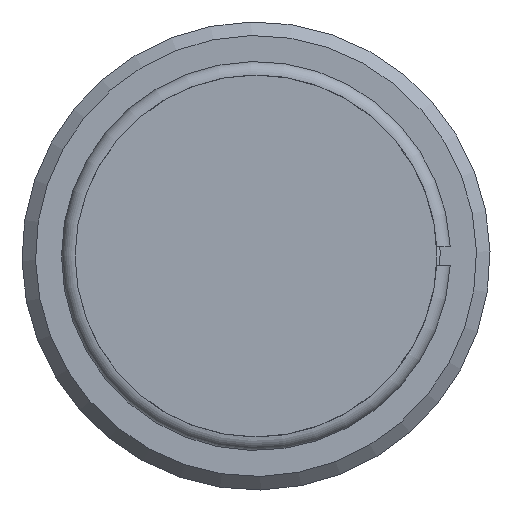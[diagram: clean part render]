
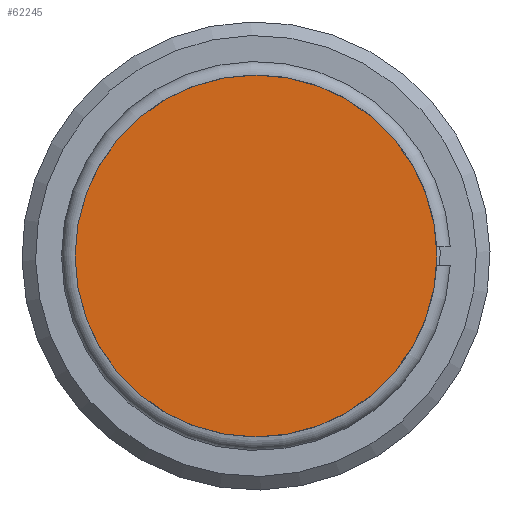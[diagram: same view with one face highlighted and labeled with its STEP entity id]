
A CAD part, left-side view. The second image highlights one B-rep face of the part: STEP entity #62245.
In plain terms, the highlighted planar face has unit normal (-1, 0, 0).
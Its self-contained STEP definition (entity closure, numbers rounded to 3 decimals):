
#62225=CARTESIAN_POINT('',(0.,4.0,0.0));
#62226=VERTEX_POINT('',#62225);
#62227=CARTESIAN_POINT('',(0.0,0.0,0.0));
#62228=DIRECTION('',(1.0,0.0,0.0));
#62229=DIRECTION('',(0.0,1.0,0.0));
#62230=AXIS2_PLACEMENT_3D('',#62227,#62228,#62229);
#62231=CIRCLE('',#62230,4.0);
#62232=EDGE_CURVE('',#62226,#62226,#62231,.T.);
#62237=CARTESIAN_POINT('',(0.,3.525,0.0));
#62238=DIRECTION('',(-1.0,0.0,0.0));
#62239=DIRECTION('',(0.0,0.0,1.0));
#62240=AXIS2_PLACEMENT_3D('',#62237,#62238,#62239);
#62241=PLANE('',#62240);
#62242=ORIENTED_EDGE('',*,*,#62232,.F.);
#62243=EDGE_LOOP('',(#62242));
#62244=FACE_OUTER_BOUND('',#62243,.T.);
#62245=ADVANCED_FACE('',(#62244),#62241,.T.);
